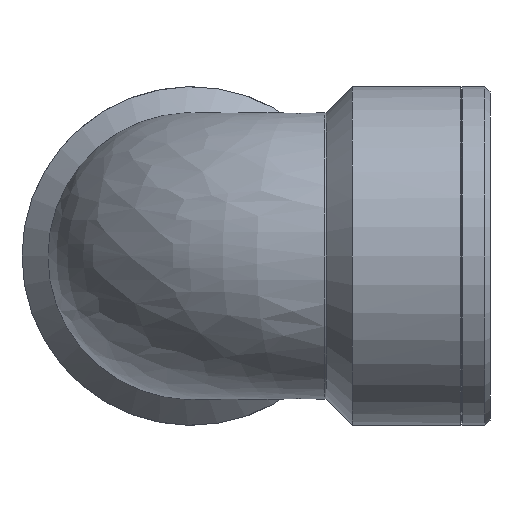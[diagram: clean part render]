
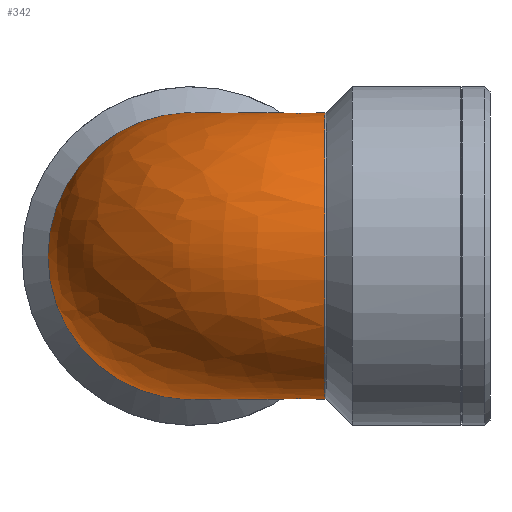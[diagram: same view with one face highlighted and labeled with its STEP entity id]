
A CAD part, front view. The second image highlights one B-rep face of the part: STEP entity #342.
In plain terms, the highlighted free-form (B-spline) face has degree [2, 2] with [9, 3] control points.
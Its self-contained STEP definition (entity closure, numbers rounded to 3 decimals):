
#18=(
BOUNDED_SURFACE()
B_SPLINE_SURFACE(2,2,((#743,#744,#745),(#746,#747,#748),(#749,#750,#751),
(#752,#753,#754),(#755,#756,#757),(#758,#759,#760),(#761,#762,#763),(#764,
#765,#766),(#767,#768,#769)),.UNSPECIFIED.,.F.,.F.,.F.)
B_SPLINE_SURFACE_WITH_KNOTS((3,2,2,2,3),(3,3),(-2.606,-1.303,
0.,1.303,2.606),(-3.142,
-1.571),.UNSPECIFIED.)
GEOMETRIC_REPRESENTATION_ITEM()
RATIONAL_B_SPLINE_SURFACE(((1.,0.707,1.),(0.795,
0.562,0.795),(1.,0.707,1.),(0.795,
0.562,0.795),(1.,0.707,1.),(0.795,
0.562,0.795),(1.,0.707,1.),(0.795,
0.562,0.795),(1.,0.707,1.)))
REPRESENTATION_ITEM('')
SURFACE()
);
#51=CIRCLE('',#373,31.161);
#52=CIRCLE('',#374,31.161);
#90=FACE_OUTER_BOUND('',#118,.T.);
#118=EDGE_LOOP('',(#282,#283,#284,#285));
#164=B_SPLINE_CURVE_WITH_KNOTS('',3,(#595,#596,#597,#598,#599,#600,#601,
#602,#603,#604,#605,#606,#607,#608),.UNSPECIFIED.,.F.,.F.,(4,2,2,2,2,2,
4),(0.115,0.122,0.192,0.287,
0.364,0.449,0.524),.UNSPECIFIED.);
#172=B_SPLINE_CURVE_WITH_KNOTS('',3,(#721,#722,#723,#724,#725,#726,#727,
#728,#729,#730,#731,#732,#733,#734),.UNSPECIFIED.,.F.,.F.,(4,2,2,2,2,2,
4),(0.115,0.122,0.192,0.287,
0.364,0.449,0.524),.UNSPECIFIED.);
#174=VERTEX_POINT('',#544);
#180=VERTEX_POINT('',#587);
#184=VERTEX_POINT('',#682);
#188=VERTEX_POINT('',#713);
#214=EDGE_CURVE('',#174,#180,#164,.T.);
#224=EDGE_CURVE('',#184,#188,#172,.T.);
#228=EDGE_CURVE('',#184,#180,#51,.T.);
#229=EDGE_CURVE('',#174,#188,#52,.T.);
#282=ORIENTED_EDGE('',*,*,#214,.T.);
#283=ORIENTED_EDGE('',*,*,#228,.F.);
#284=ORIENTED_EDGE('',*,*,#224,.T.);
#285=ORIENTED_EDGE('',*,*,#229,.F.);
#342=ADVANCED_FACE('',(#90),#18,.F.);
#373=AXIS2_PLACEMENT_3D('',#742,#432,#433);
#374=AXIS2_PLACEMENT_3D('',#770,#434,#435);
#432=DIRECTION('center_axis',(1.,0.,0.));
#433=DIRECTION('ref_axis',(0.,0.,-1.));
#434=DIRECTION('center_axis',(0.,1.,0.));
#435=DIRECTION('ref_axis',(0.,0.,-1.));
#544=CARTESIAN_POINT('',(26.274,29.,-16.754));
#587=CARTESIAN_POINT('',(29.,26.274,-16.754));
#595=CARTESIAN_POINT('Ctrl Pts',(26.274,29.,-16.754));
#596=CARTESIAN_POINT('Ctrl Pts',(26.284,28.986,-16.737));
#597=CARTESIAN_POINT('Ctrl Pts',(26.295,28.972,-16.72));
#598=CARTESIAN_POINT('Ctrl Pts',(26.408,28.821,-16.546));
#599=CARTESIAN_POINT('Ctrl Pts',(26.509,28.66,-16.405));
#600=CARTESIAN_POINT('Ctrl Pts',(26.769,28.257,-16.129));
#601=CARTESIAN_POINT('Ctrl Pts',(26.947,27.987,-16.001));
#602=CARTESIAN_POINT('Ctrl Pts',(27.37,27.492,-15.9));
#603=CARTESIAN_POINT('Ctrl Pts',(27.58,27.289,-15.908));
#604=CARTESIAN_POINT('Ctrl Pts',(28.051,26.904,-16.031));
#605=CARTESIAN_POINT('Ctrl Pts',(28.291,26.746,-16.151));
#606=CARTESIAN_POINT('Ctrl Pts',(28.688,26.491,-16.426));
#607=CARTESIAN_POINT('Ctrl Pts',(28.86,26.384,-16.581));
#608=CARTESIAN_POINT('Ctrl Pts',(29.,26.274,-16.754));
#682=CARTESIAN_POINT('',(29.,26.274,16.754));
#713=CARTESIAN_POINT('',(26.274,29.,16.754));
#721=CARTESIAN_POINT('Ctrl Pts',(29.,26.274,16.754));
#722=CARTESIAN_POINT('Ctrl Pts',(28.986,26.284,16.737));
#723=CARTESIAN_POINT('Ctrl Pts',(28.972,26.295,16.72));
#724=CARTESIAN_POINT('Ctrl Pts',(28.821,26.408,16.546));
#725=CARTESIAN_POINT('Ctrl Pts',(28.66,26.509,16.405));
#726=CARTESIAN_POINT('Ctrl Pts',(28.257,26.769,16.129));
#727=CARTESIAN_POINT('Ctrl Pts',(27.987,26.947,16.001));
#728=CARTESIAN_POINT('Ctrl Pts',(27.492,27.37,15.9));
#729=CARTESIAN_POINT('Ctrl Pts',(27.289,27.58,15.908));
#730=CARTESIAN_POINT('Ctrl Pts',(26.904,28.051,16.031));
#731=CARTESIAN_POINT('Ctrl Pts',(26.746,28.291,16.151));
#732=CARTESIAN_POINT('Ctrl Pts',(26.491,28.688,16.426));
#733=CARTESIAN_POINT('Ctrl Pts',(26.384,28.86,16.581));
#734=CARTESIAN_POINT('Ctrl Pts',(26.274,29.,16.754));
#742=CARTESIAN_POINT('Origin',(29.,0.,0.));
#743=CARTESIAN_POINT('Ctrl Pts',(26.799,29.,-15.9));
#744=CARTESIAN_POINT('Ctrl Pts',(26.799,26.799,-15.9));
#745=CARTESIAN_POINT('Ctrl Pts',(29.,26.799,-15.9));
#746=CARTESIAN_POINT('Ctrl Pts',(14.673,29.,-36.337));
#747=CARTESIAN_POINT('Ctrl Pts',(14.673,14.673,-36.337));
#748=CARTESIAN_POINT('Ctrl Pts',(29.,14.673,-36.337));
#749=CARTESIAN_POINT('Ctrl Pts',(-8.244,29.,-30.051));
#750=CARTESIAN_POINT('Ctrl Pts',(-8.244,-8.244,-30.051));
#751=CARTESIAN_POINT('Ctrl Pts',(29.,-8.244,-30.051));
#752=CARTESIAN_POINT('Ctrl Pts',(-31.161,29.,-23.764));
#753=CARTESIAN_POINT('Ctrl Pts',(-31.161,-31.161,-23.764));
#754=CARTESIAN_POINT('Ctrl Pts',(29.,-31.161,-23.764));
#755=CARTESIAN_POINT('Ctrl Pts',(-31.161,29.,0.));
#756=CARTESIAN_POINT('Ctrl Pts',(-31.161,-31.161,0.));
#757=CARTESIAN_POINT('Ctrl Pts',(29.,-31.161,0.));
#758=CARTESIAN_POINT('Ctrl Pts',(-31.161,29.,23.764));
#759=CARTESIAN_POINT('Ctrl Pts',(-31.161,-31.161,23.764));
#760=CARTESIAN_POINT('Ctrl Pts',(29.,-31.161,23.764));
#761=CARTESIAN_POINT('Ctrl Pts',(-8.244,29.,30.051));
#762=CARTESIAN_POINT('Ctrl Pts',(-8.244,-8.244,30.051));
#763=CARTESIAN_POINT('Ctrl Pts',(29.,-8.244,30.051));
#764=CARTESIAN_POINT('Ctrl Pts',(14.673,29.,36.337));
#765=CARTESIAN_POINT('Ctrl Pts',(14.673,14.673,36.337));
#766=CARTESIAN_POINT('Ctrl Pts',(29.,14.673,36.337));
#767=CARTESIAN_POINT('Ctrl Pts',(26.799,29.,15.9));
#768=CARTESIAN_POINT('Ctrl Pts',(26.799,26.799,15.9));
#769=CARTESIAN_POINT('Ctrl Pts',(29.,26.799,15.9));
#770=CARTESIAN_POINT('Origin',(0.,29.,0.));
